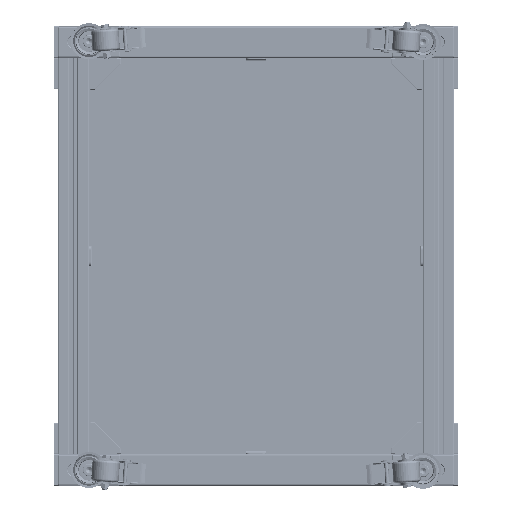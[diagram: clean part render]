
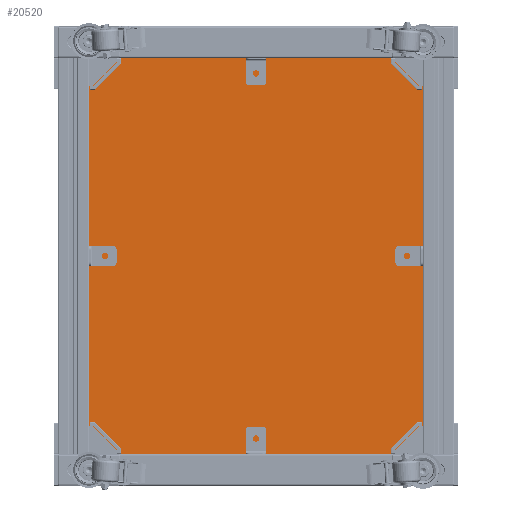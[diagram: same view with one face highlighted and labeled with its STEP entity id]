
A CAD part, front view. The second image highlights one B-rep face of the part: STEP entity #20520.
In plain terms, the highlighted face is planar.
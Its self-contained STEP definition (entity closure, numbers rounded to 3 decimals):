
#808 = CARTESIAN_POINT ( 'NONE',  ( 0., 485., 0. ) ) ;
#7209 = CARTESIAN_POINT ( 'NONE',  ( 0., -20., 0. ) ) ;
#11969 = LINE ( 'NONE', #7209, #57445 ) ;
#15303 = VECTOR ( 'NONE', #64248, 1000. ) ;
#20233 = CARTESIAN_POINT ( 'NONE',  ( -505., -20., 0. ) ) ;
#20520 = ADVANCED_FACE ( 'NONE', ( #65353 ), #77973, .F. ) ;
#21890 = EDGE_CURVE ( 'NONE', #40075, #61875, #76118, .T. ) ;
#23343 = CARTESIAN_POINT ( 'NONE',  ( -505., -20., 0. ) ) ;
#23784 = DIRECTION ( 'NONE',  ( 0., 0., 1. ) ) ;
#24166 = CARTESIAN_POINT ( 'NONE',  ( 0., 0., 0. ) ) ;
#25263 = DIRECTION ( 'NONE',  ( -1., 0., 0. ) ) ;
#28754 = ORIENTED_EDGE ( 'NONE', *, *, #30618, .F. ) ;
#30618 = EDGE_CURVE ( 'NONE', #68145, #40075, #11969, .T. ) ;
#35607 = CARTESIAN_POINT ( 'NONE',  ( -505., 485., 0. ) ) ;
#37566 = LINE ( 'NONE', #808, #67372 ) ;
#40075 = VERTEX_POINT ( 'NONE', #60355 ) ;
#40133 = CARTESIAN_POINT ( 'NONE',  ( 0., -20., 0. ) ) ;
#41462 = ORIENTED_EDGE ( 'NONE', *, *, #48598, .F. ) ;
#41736 = EDGE_LOOP ( 'NONE', ( #51844, #28754, #72930, #41462 ) ) ;
#43364 = VERTEX_POINT ( 'NONE', #35607 ) ;
#44404 = DIRECTION ( 'NONE',  ( 0., -1., 0. ) ) ;
#47943 = DIRECTION ( 'NONE',  ( 1., 0., 0. ) ) ;
#48598 = EDGE_CURVE ( 'NONE', #61875, #43364, #37566, .T. ) ;
#51844 = ORIENTED_EDGE ( 'NONE', *, *, #21890, .F. ) ;
#56307 = AXIS2_PLACEMENT_3D ( 'NONE', #24166, #23784, #47943 ) ;
#57445 = VECTOR ( 'NONE', #60643, 1000. ) ;
#60355 = CARTESIAN_POINT ( 'NONE',  ( 0., -20., 0. ) ) ;
#60643 = DIRECTION ( 'NONE',  ( 1., 0., 0. ) ) ;
#61875 = VERTEX_POINT ( 'NONE', #62460 ) ;
#62460 = CARTESIAN_POINT ( 'NONE',  ( 0., 485., 0. ) ) ;
#64248 = DIRECTION ( 'NONE',  ( 0., 1., 0. ) ) ;
#65353 = FACE_OUTER_BOUND ( 'NONE', #41736, .T. ) ;
#67372 = VECTOR ( 'NONE', #25263, 1000. ) ;
#68145 = VERTEX_POINT ( 'NONE', #23343 ) ;
#71954 = EDGE_CURVE ( 'NONE', #43364, #68145, #74480, .T. ) ;
#72930 = ORIENTED_EDGE ( 'NONE', *, *, #71954, .F. ) ;
#73116 = VECTOR ( 'NONE', #44404, 1000. ) ;
#74480 = LINE ( 'NONE', #20233, #73116 ) ;
#76118 = LINE ( 'NONE', #40133, #15303 ) ;
#77973 = PLANE ( 'NONE',  #56307 ) ;
